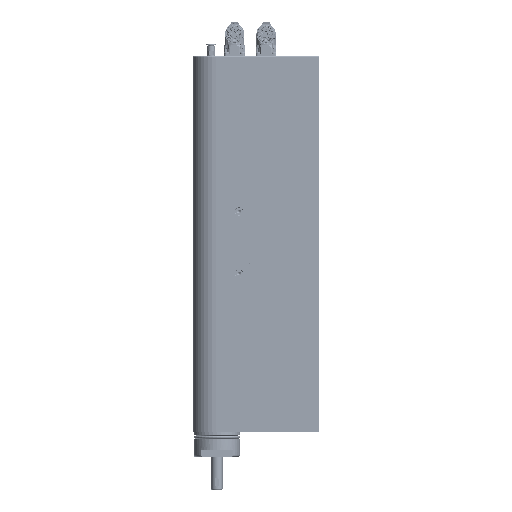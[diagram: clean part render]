
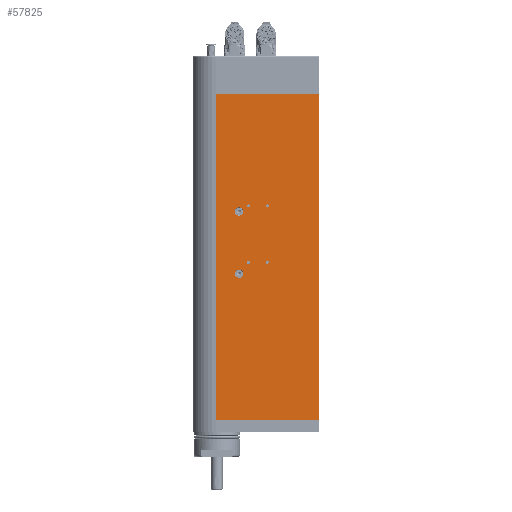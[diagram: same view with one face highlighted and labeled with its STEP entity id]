
A CAD part, front view. The second image highlights one B-rep face of the part: STEP entity #57825.
In plain terms, the highlighted planar face has unit normal (0, -1, 0).
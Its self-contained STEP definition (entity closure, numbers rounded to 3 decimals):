
#3736 = VERTEX_POINT ( 'NONE', #8453 ) ;
#4260 = VERTEX_POINT ( 'NONE', #95889 ) ;
#6078 = CARTESIAN_POINT ( 'NONE',  ( -42.5, -25., 347. ) ) ;
#6979 = DIRECTION ( 'NONE',  ( 0., 1., 0. ) ) ;
#8054 = CARTESIAN_POINT ( 'NONE',  ( 67., -25., 347. ) ) ;
#8180 = CARTESIAN_POINT ( 'NONE',  ( -8., -25., 168. ) ) ;
#8453 = CARTESIAN_POINT ( 'NONE',  ( -42.5, -25., 0. ) ) ;
#8669 = ORIENTED_EDGE ( 'NONE', *, *, #139907, .F. ) ;
#15673 = FACE_BOUND ( 'NONE', #132566, .T. ) ;
#18914 = EDGE_CURVE ( 'NONE', #64400, #64400, #135739, .T. ) ;
#19079 = CARTESIAN_POINT ( 'NONE',  ( -42.5, -25., 347. ) ) ;
#19105 = EDGE_CURVE ( 'NONE', #4260, #4260, #144896, .T. ) ;
#20059 = VERTEX_POINT ( 'NONE', #151940 ) ;
#23733 = CIRCLE ( 'NONE', #100091, 1.65 ) ;
#27745 = CARTESIAN_POINT ( 'NONE',  ( 67., -25., 347. ) ) ;
#30001 = FACE_BOUND ( 'NONE', #145009, .T. ) ;
#34800 = ORIENTED_EDGE ( 'NONE', *, *, #116582, .F. ) ;
#35369 = VECTOR ( 'NONE', #155401, 1000. ) ;
#35424 = ORIENTED_EDGE ( 'NONE', *, *, #41316, .T. ) ;
#36828 = DIRECTION ( 'NONE',  ( 0., -1., 0. ) ) ;
#37012 = DIRECTION ( 'NONE',  ( 0., 0., -1. ) ) ;
#37617 = CARTESIAN_POINT ( 'NONE',  ( 12., -25., 226.35 ) ) ;
#38696 = DIRECTION ( 'NONE',  ( 0., 0., -1. ) ) ;
#41316 = EDGE_CURVE ( 'NONE', #3736, #102031, #112333, .T. ) ;
#42924 = ORIENTED_EDGE ( 'NONE', *, *, #52660, .F. ) ;
#42944 = DIRECTION ( 'NONE',  ( 0., 0., 1. ) ) ;
#44112 = AXIS2_PLACEMENT_3D ( 'NONE', #109498, #36828, #79843 ) ;
#44523 = AXIS2_PLACEMENT_3D ( 'NONE', #126569, #139019, #79742 ) ;
#45219 = FACE_BOUND ( 'NONE', #180923, .T. ) ;
#46004 = EDGE_LOOP ( 'NONE', ( #35424, #164272, #73153, #51866 ) ) ;
#48266 = EDGE_CURVE ( 'NONE', #102031, #156449, #88789, .T. ) ;
#51866 = ORIENTED_EDGE ( 'NONE', *, *, #154789, .T. ) ;
#52394 = CARTESIAN_POINT ( 'NONE',  ( -8., -25., 166.35 ) ) ;
#52660 = EDGE_CURVE ( 'NONE', #131889, #131889, #23733, .T. ) ;
#54916 = CARTESIAN_POINT ( 'NONE',  ( 12., -25., 168. ) ) ;
#55747 = DIRECTION ( 'NONE',  ( 1., 0., 0. ) ) ;
#57825 = ADVANCED_FACE ( 'NONE', ( #30001, #88261, #15673, #132268, #73958, #45219, #153235 ), #79575, .F. ) ;
#62281 = VERTEX_POINT ( 'NONE', #143449 ) ;
#62726 = ORIENTED_EDGE ( 'NONE', *, *, #83155, .F. ) ;
#64400 = VERTEX_POINT ( 'NONE', #37617 ) ;
#70214 = DIRECTION ( 'NONE',  ( 0., 0., -1. ) ) ;
#73153 = ORIENTED_EDGE ( 'NONE', *, *, #153268, .F. ) ;
#73958 = FACE_BOUND ( 'NONE', #146271, .T. ) ;
#74305 = VECTOR ( 'NONE', #180660, 1000. ) ;
#75590 = DIRECTION ( 'NONE',  ( 0., -1., 0. ) ) ;
#79575 = PLANE ( 'NONE',  #95464 ) ;
#79742 = DIRECTION ( 'NONE',  ( 0., 0., -1. ) ) ;
#79843 = DIRECTION ( 'NONE',  ( 0., 0., -1. ) ) ;
#83155 = EDGE_CURVE ( 'NONE', #156637, #156637, #114445, .T. ) ;
#88261 = FACE_BOUND ( 'NONE', #176779, .T. ) ;
#88789 = LINE ( 'NONE', #27745, #90376 ) ;
#89120 = VECTOR ( 'NONE', #55747, 1000. ) ;
#90376 = VECTOR ( 'NONE', #42944, 1000. ) ;
#95129 = CARTESIAN_POINT ( 'NONE',  ( -67.5, -25., 0. ) ) ;
#95464 = AXIS2_PLACEMENT_3D ( 'NONE', #137912, #6979, #154170 ) ;
#95889 = CARTESIAN_POINT ( 'NONE',  ( 12., -25., 166.35 ) ) ;
#96227 = DIRECTION ( 'NONE',  ( 0., -1., 0. ) ) ;
#100091 = AXIS2_PLACEMENT_3D ( 'NONE', #148232, #75590, #133888 ) ;
#102031 = VERTEX_POINT ( 'NONE', #111302 ) ;
#107909 = LINE ( 'NONE', #19079, #74305 ) ;
#108333 = AXIS2_PLACEMENT_3D ( 'NONE', #54916, #143830, #70214 ) ;
#109498 = CARTESIAN_POINT ( 'NONE',  ( 12., -25., 228. ) ) ;
#111302 = CARTESIAN_POINT ( 'NONE',  ( 67., -25., 0. ) ) ;
#112333 = LINE ( 'NONE', #95129, #35369 ) ;
#114445 = CIRCLE ( 'NONE', #151042, 1.65 ) ;
#116582 = EDGE_CURVE ( 'NONE', #62281, #62281, #175922, .T. ) ;
#120189 = AXIS2_PLACEMENT_3D ( 'NONE', #168036, #96227, #37012 ) ;
#126569 = CARTESIAN_POINT ( 'NONE',  ( -18., -25., 156. ) ) ;
#131889 = VERTEX_POINT ( 'NONE', #188448 ) ;
#132268 = FACE_BOUND ( 'NONE', #134485, .T. ) ;
#132566 = EDGE_LOOP ( 'NONE', ( #137928 ) ) ;
#133888 = DIRECTION ( 'NONE',  ( 0., 0., -1. ) ) ;
#134485 = EDGE_LOOP ( 'NONE', ( #163089 ) ) ;
#135739 = CIRCLE ( 'NONE', #44112, 1.65 ) ;
#137912 = CARTESIAN_POINT ( 'NONE',  ( -67.5, -25., 347. ) ) ;
#137928 = ORIENTED_EDGE ( 'NONE', *, *, #19105, .F. ) ;
#139019 = DIRECTION ( 'NONE',  ( 0., -1., 0. ) ) ;
#139200 = VERTEX_POINT ( 'NONE', #6078 ) ;
#139907 = EDGE_CURVE ( 'NONE', #20059, #20059, #184423, .T. ) ;
#139937 = CARTESIAN_POINT ( 'NONE',  ( -67.5, -25., 347. ) ) ;
#142791 = LINE ( 'NONE', #139937, #89120 ) ;
#143449 = CARTESIAN_POINT ( 'NONE',  ( -18., -25., 151.6 ) ) ;
#143830 = DIRECTION ( 'NONE',  ( 0., -1., 0. ) ) ;
#144896 = CIRCLE ( 'NONE', #108333, 1.65 ) ;
#145009 = EDGE_LOOP ( 'NONE', ( #62726 ) ) ;
#146271 = EDGE_LOOP ( 'NONE', ( #8669 ) ) ;
#148232 = CARTESIAN_POINT ( 'NONE',  ( -8., -25., 228. ) ) ;
#151042 = AXIS2_PLACEMENT_3D ( 'NONE', #8180, #157289, #38696 ) ;
#151940 = CARTESIAN_POINT ( 'NONE',  ( -18., -25., 217.6 ) ) ;
#153235 = FACE_OUTER_BOUND ( 'NONE', #46004, .T. ) ;
#153268 = EDGE_CURVE ( 'NONE', #139200, #156449, #142791, .T. ) ;
#154170 = DIRECTION ( 'NONE',  ( 0., 0., 1. ) ) ;
#154789 = EDGE_CURVE ( 'NONE', #139200, #3736, #107909, .T. ) ;
#155401 = DIRECTION ( 'NONE',  ( 1., 0., 0. ) ) ;
#156449 = VERTEX_POINT ( 'NONE', #8054 ) ;
#156637 = VERTEX_POINT ( 'NONE', #52394 ) ;
#157289 = DIRECTION ( 'NONE',  ( 0., -1., 0. ) ) ;
#163089 = ORIENTED_EDGE ( 'NONE', *, *, #18914, .F. ) ;
#164272 = ORIENTED_EDGE ( 'NONE', *, *, #48266, .T. ) ;
#168036 = CARTESIAN_POINT ( 'NONE',  ( -18., -25., 222. ) ) ;
#175922 = CIRCLE ( 'NONE', #44523, 4.4 ) ;
#176779 = EDGE_LOOP ( 'NONE', ( #42924 ) ) ;
#180660 = DIRECTION ( 'NONE',  ( 0., 0., -1. ) ) ;
#180923 = EDGE_LOOP ( 'NONE', ( #34800 ) ) ;
#184423 = CIRCLE ( 'NONE', #120189, 4.4 ) ;
#188448 = CARTESIAN_POINT ( 'NONE',  ( -8., -25., 226.35 ) ) ;
